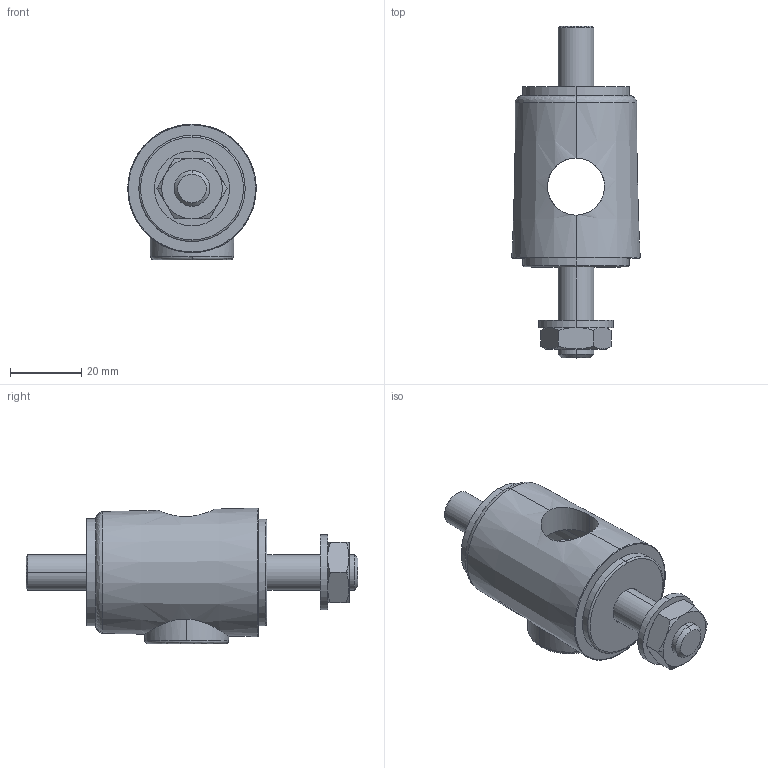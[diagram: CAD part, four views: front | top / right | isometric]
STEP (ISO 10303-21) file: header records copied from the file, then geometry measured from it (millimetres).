
FILE_DESCRIPTION (( 'STEP AP214' ), '1' );
FILE_NAME ('Rexnord-S0256-64581.STEP', '2023-08-01T12:53:54', ( '' ), ( '' ), 'SwSTEP 2.0', 'SolidWorks 2022', '' );
FILE_SCHEMA (( 'AUTOMOTIVE_DESIGN' ));
Length unit declared in the file: millimetre
Products named in the file (7): Rexnord-S0256-64581_NUT M10; Rexnord-S0256-64581; Rexnord-S0256-64581_EYE BOLT; Rexnord-S0256-64581_BOLT M10X30; Rexnord-S0256-64581_WSH M10; Rexnord-S0256-64581_CAP; Rexnord-S0256-64581_wsh tp
Assembly tree (6 placements, depth 2):
  Rexnord-S0256-64581
    Rexnord-S0256-64581_CAP
    Rexnord-S0256-64581_BOLT M10X30
    Rexnord-S0256-64581_EYE BOLT
    Rexnord-S0256-64581_WSH M10
    Rexnord-S0256-64581_wsh tp
    Rexnord-S0256-64581_NUT M10
Bounding box: 35.99 x 93 x 38 mm (x, y, z)
Volume: 33902.5 mm3; surface area: 18882.8 mm2
Topology: 5 solids, 7 shells, 131 faces, 332 edges, 216 vertices
Faces by surface type: plane 54, cylinder 38, cone 24, bspline 15
Entity records: 4983 total; most frequent: CARTESIAN_POINT 1565, ORIENTED_EDGE 660, DIRECTION 658, EDGE_CURVE 332, AXIS2_PLACEMENT_3D 258, VERTEX_POINT 216, EDGE_LOOP 148, LINE 142
